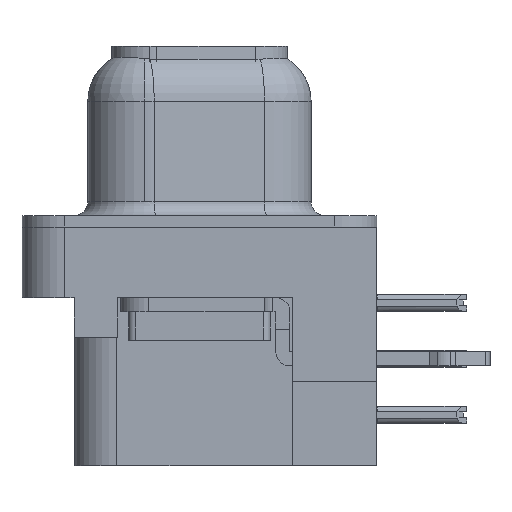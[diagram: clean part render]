
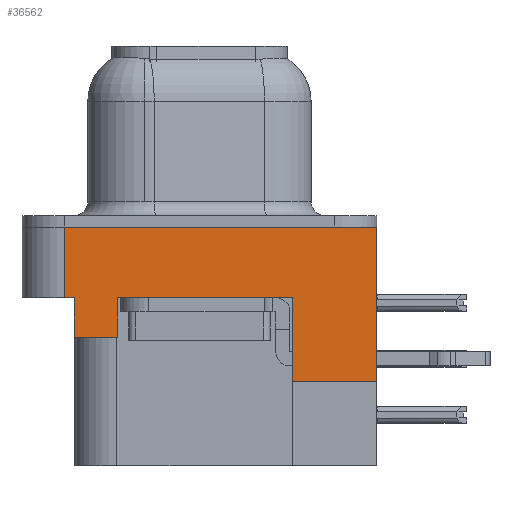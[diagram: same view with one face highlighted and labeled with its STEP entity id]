
A CAD part, left-side view. The second image highlights one B-rep face of the part: STEP entity #36562.
In plain terms, the highlighted planar face has unit normal (-1, 0, 0).
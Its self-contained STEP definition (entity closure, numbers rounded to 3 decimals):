
#1089 = EDGE_LOOP ( 'NONE', ( #2605, #32226, #18472, #16003, #28945, #6298, #18371, #5607, #18183, #1659 ) ) ;
#1166 = VECTOR ( 'NONE', #19690, 1000. ) ;
#1440 = EDGE_CURVE ( 'NONE', #33225, #39306, #21061, .T. ) ;
#1659 = ORIENTED_EDGE ( 'NONE', *, *, #28005, .F. ) ;
#1667 = CARTESIAN_POINT ( 'NONE',  ( -2.91, -6.275, -2.5 ) ) ;
#1797 = EDGE_CURVE ( 'NONE', #15716, #26977, #26623, .T. ) ;
#2350 = CARTESIAN_POINT ( 'NONE',  ( -2.91, -3.295, -8.45 ) ) ;
#2365 = CARTESIAN_POINT ( 'NONE',  ( -2.91, -3.295, -2.5 ) ) ;
#2385 = CARTESIAN_POINT ( 'NONE',  ( -2.91, -6.295, -5.45 ) ) ;
#2605 = ORIENTED_EDGE ( 'NONE', *, *, #1797, .F. ) ;
#3201 = DIRECTION ( 'NONE',  ( 0., 0., 1. ) ) ;
#3483 = LINE ( 'NONE', #29220, #33820 ) ;
#3613 = AXIS2_PLACEMENT_3D ( 'NONE', #13664, #16847, #38102 ) ;
#4389 = EDGE_CURVE ( 'NONE', #7688, #26988, #21358, .T. ) ;
#4444 = VECTOR ( 'NONE', #6725, 1000. ) ;
#5385 = DIRECTION ( 'NONE',  ( 0., 0., 1. ) ) ;
#5607 = ORIENTED_EDGE ( 'NONE', *, *, #1440, .T. ) ;
#6298 = ORIENTED_EDGE ( 'NONE', *, *, #34638, .F. ) ;
#6725 = DIRECTION ( 'NONE',  ( 0., 1., 0. ) ) ;
#6752 = CARTESIAN_POINT ( 'NONE',  ( -2.91, 4.425, -3.9 ) ) ;
#6977 = EDGE_CURVE ( 'NONE', #39306, #18092, #28230, .T. ) ;
#7068 = CARTESIAN_POINT ( 'NONE',  ( -2.91, -6.275, -2.5 ) ) ;
#7589 = VERTEX_POINT ( 'NONE', #22524 ) ;
#7688 = VERTEX_POINT ( 'NONE', #28978 ) ;
#7904 = CARTESIAN_POINT ( 'NONE',  ( -2.91, -3.295, -5.45 ) ) ;
#8013 = LINE ( 'NONE', #23574, #15100 ) ;
#8774 = VECTOR ( 'NONE', #28183, 1000. ) ;
#9002 = EDGE_CURVE ( 'NONE', #33225, #7589, #17262, .T. ) ;
#12554 = FACE_OUTER_BOUND ( 'NONE', #1089, .T. ) ;
#13664 = CARTESIAN_POINT ( 'NONE',  ( -2.91, -6.275, -2.5 ) ) ;
#15100 = VECTOR ( 'NONE', #29657, 1000. ) ;
#15716 = VERTEX_POINT ( 'NONE', #31710 ) ;
#15738 = CARTESIAN_POINT ( 'NONE',  ( -2.91, 2.895, -2.5 ) ) ;
#16003 = ORIENTED_EDGE ( 'NONE', *, *, #37932, .F. ) ;
#16634 = CARTESIAN_POINT ( 'NONE',  ( -2.91, 4.425, -3.9 ) ) ;
#16847 = DIRECTION ( 'NONE',  ( -1., 0., 0. ) ) ;
#17036 = CARTESIAN_POINT ( 'NONE',  ( -2.91, 4.425, -2.5 ) ) ;
#17262 = LINE ( 'NONE', #16634, #1166 ) ;
#18092 = VERTEX_POINT ( 'NONE', #2365 ) ;
#18147 = VECTOR ( 'NONE', #5385, 1000. ) ;
#18183 = ORIENTED_EDGE ( 'NONE', *, *, #6977, .T. ) ;
#18371 = ORIENTED_EDGE ( 'NONE', *, *, #9002, .F. ) ;
#18472 = ORIENTED_EDGE ( 'NONE', *, *, #32194, .F. ) ;
#19690 = DIRECTION ( 'NONE',  ( 0., 1., 0. ) ) ;
#19812 = DIRECTION ( 'NONE',  ( 0., -1., 0. ) ) ;
#20317 = CARTESIAN_POINT ( 'NONE',  ( -2.91, 2.895, -3.9 ) ) ;
#20427 = VECTOR ( 'NONE', #27820, 1000. ) ;
#21061 = LINE ( 'NONE', #25727, #27132 ) ;
#21358 = LINE ( 'NONE', #27280, #20427 ) ;
#22210 = CARTESIAN_POINT ( 'NONE',  ( -2.91, 4.775, 0. ) ) ;
#22524 = CARTESIAN_POINT ( 'NONE',  ( -2.91, 4.425, -3.9 ) ) ;
#23574 = CARTESIAN_POINT ( 'NONE',  ( -2.91, -6.275, 0. ) ) ;
#25727 = CARTESIAN_POINT ( 'NONE',  ( -2.91, 2.895, -3.9 ) ) ;
#26623 = LINE ( 'NONE', #2385, #4444 ) ;
#26842 = VERTEX_POINT ( 'NONE', #22210 ) ;
#26977 = VERTEX_POINT ( 'NONE', #7904 ) ;
#26988 = VERTEX_POINT ( 'NONE', #17036 ) ;
#27132 = VECTOR ( 'NONE', #3201, 1000. ) ;
#27280 = CARTESIAN_POINT ( 'NONE',  ( -2.91, -6.275, -2.5 ) ) ;
#27820 = DIRECTION ( 'NONE',  ( 0., -1., 0. ) ) ;
#27868 = DIRECTION ( 'NONE',  ( 0., 0., 1. ) ) ;
#28005 = EDGE_CURVE ( 'NONE', #26977, #18092, #33330, .T. ) ;
#28183 = DIRECTION ( 'NONE',  ( 0., 0., 1. ) ) ;
#28230 = LINE ( 'NONE', #1667, #35430 ) ;
#28665 = CARTESIAN_POINT ( 'NONE',  ( -2.91, -6.275, 0. ) ) ;
#28945 = ORIENTED_EDGE ( 'NONE', *, *, #4389, .T. ) ;
#28978 = CARTESIAN_POINT ( 'NONE',  ( -2.91, 4.775, -2.5 ) ) ;
#29220 = CARTESIAN_POINT ( 'NONE',  ( -2.91, 4.775, -2.5 ) ) ;
#29636 = VECTOR ( 'NONE', #27868, 1000. ) ;
#29657 = DIRECTION ( 'NONE',  ( 0., -1., 0. ) ) ;
#30116 = VERTEX_POINT ( 'NONE', #28665 ) ;
#31710 = CARTESIAN_POINT ( 'NONE',  ( -2.91, -6.275, -5.45 ) ) ;
#31945 = PLANE ( 'NONE',  #3613 ) ;
#31975 = LINE ( 'NONE', #7068, #8774 ) ;
#32194 = EDGE_CURVE ( 'NONE', #26842, #30116, #8013, .T. ) ;
#32226 = ORIENTED_EDGE ( 'NONE', *, *, #35619, .T. ) ;
#32317 = DIRECTION ( 'NONE',  ( 0., 0., 1. ) ) ;
#33225 = VERTEX_POINT ( 'NONE', #20317 ) ;
#33330 = LINE ( 'NONE', #2350, #18147 ) ;
#33820 = VECTOR ( 'NONE', #32317, 1000. ) ;
#34638 = EDGE_CURVE ( 'NONE', #7589, #26988, #37786, .T. ) ;
#35430 = VECTOR ( 'NONE', #19812, 1000. ) ;
#35619 = EDGE_CURVE ( 'NONE', #15716, #30116, #31975, .T. ) ;
#36562 = ADVANCED_FACE ( 'NONE', ( #12554 ), #31945, .T. ) ;
#37786 = LINE ( 'NONE', #6752, #29636 ) ;
#37932 = EDGE_CURVE ( 'NONE', #7688, #26842, #3483, .T. ) ;
#38102 = DIRECTION ( 'NONE',  ( 0., 0., 1. ) ) ;
#39306 = VERTEX_POINT ( 'NONE', #15738 ) ;
